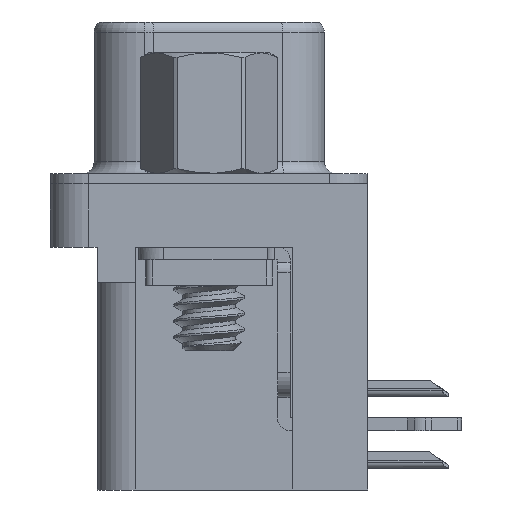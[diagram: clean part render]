
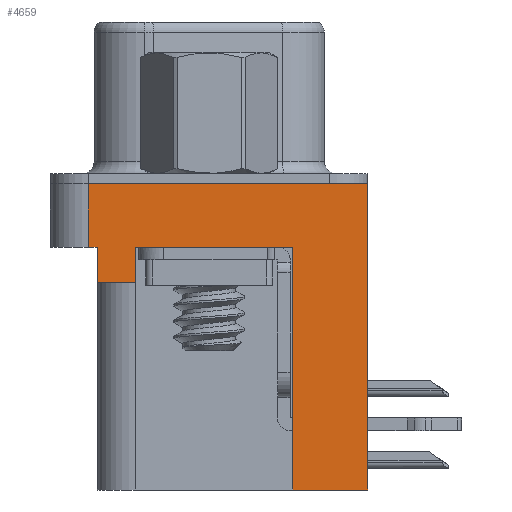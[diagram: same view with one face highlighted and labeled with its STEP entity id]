
A CAD part, left-side view. The second image highlights one B-rep face of the part: STEP entity #4659.
In plain terms, the highlighted planar face has unit normal (-1, 0, 0).
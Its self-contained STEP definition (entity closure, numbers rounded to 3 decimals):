
#521 = EDGE_CURVE ( 'NONE', #8559, #22753, #14239, .T. ) ;
#599 = DIRECTION ( 'NONE',  ( 0., 1., 0. ) ) ;
#648 = VECTOR ( 'NONE', #8426, 1000. ) ;
#1592 = CARTESIAN_POINT ( 'NONE',  ( -3., 2.895, -3.9 ) ) ;
#1879 = CARTESIAN_POINT ( 'NONE',  ( -3., 4.775, -2.5 ) ) ;
#1915 = CARTESIAN_POINT ( 'NONE',  ( -3., -6.275, -2.5 ) ) ;
#2332 = EDGE_LOOP ( 'NONE', ( #28420, #15056, #20650, #28796, #2763, #20972, #25374, #4591, #19917, #24644 ) ) ;
#2763 = ORIENTED_EDGE ( 'NONE', *, *, #22090, .F. ) ;
#3046 = CARTESIAN_POINT ( 'NONE',  ( -3., -3.295, -12.1 ) ) ;
#3850 = VECTOR ( 'NONE', #27635, 1000. ) ;
#3904 = LINE ( 'NONE', #19490, #17892 ) ;
#4018 = DIRECTION ( 'NONE',  ( 0., -1., 0. ) ) ;
#4478 = EDGE_CURVE ( 'NONE', #17527, #16255, #3904, .T. ) ;
#4480 = LINE ( 'NONE', #15706, #10318 ) ;
#4591 = ORIENTED_EDGE ( 'NONE', *, *, #4478, .F. ) ;
#4659 = ADVANCED_FACE ( 'NONE', ( #13944 ), #9415, .T. ) ;
#5233 = CARTESIAN_POINT ( 'NONE',  ( -3., 2.895, -3.9 ) ) ;
#7204 = AXIS2_PLACEMENT_3D ( 'NONE', #9280, #24588, #25016 ) ;
#8426 = DIRECTION ( 'NONE',  ( 0., 0., 1. ) ) ;
#8559 = VERTEX_POINT ( 'NONE', #20532 ) ;
#9137 = CARTESIAN_POINT ( 'NONE',  ( -3., 4.425, -3.9 ) ) ;
#9280 = CARTESIAN_POINT ( 'NONE',  ( -3., -6.275, -2.5 ) ) ;
#9415 = PLANE ( 'NONE',  #7204 ) ;
#9590 = DIRECTION ( 'NONE',  ( 0., -1., 0. ) ) ;
#10156 = VERTEX_POINT ( 'NONE', #13090 ) ;
#10318 = VECTOR ( 'NONE', #15420, 1000. ) ;
#10794 = DIRECTION ( 'NONE',  ( 0., -1., 0. ) ) ;
#11167 = CARTESIAN_POINT ( 'NONE',  ( -3., -6.275, 0. ) ) ;
#11917 = CARTESIAN_POINT ( 'NONE',  ( -3., -6.275, -2.5 ) ) ;
#12379 = LINE ( 'NONE', #1592, #648 ) ;
#13090 = CARTESIAN_POINT ( 'NONE',  ( -3., 4.425, -2.5 ) ) ;
#13944 = FACE_OUTER_BOUND ( 'NONE', #2332, .T. ) ;
#14072 = EDGE_CURVE ( 'NONE', #14376, #22753, #27787, .T. ) ;
#14115 = CARTESIAN_POINT ( 'NONE',  ( -3., -6.275, 0. ) ) ;
#14239 = LINE ( 'NONE', #11917, #3850 ) ;
#14376 = VERTEX_POINT ( 'NONE', #21897 ) ;
#14556 = VECTOR ( 'NONE', #23014, 1000. ) ;
#14951 = LINE ( 'NONE', #23822, #20348 ) ;
#15056 = ORIENTED_EDGE ( 'NONE', *, *, #19893, .F. ) ;
#15136 = EDGE_CURVE ( 'NONE', #27595, #27701, #12379, .T. ) ;
#15420 = DIRECTION ( 'NONE',  ( 0., 0., 1. ) ) ;
#15706 = CARTESIAN_POINT ( 'NONE',  ( -3., 4.425, -3.9 ) ) ;
#16205 = LINE ( 'NONE', #22890, #16454 ) ;
#16255 = VERTEX_POINT ( 'NONE', #20946 ) ;
#16410 = VECTOR ( 'NONE', #10794, 1000. ) ;
#16454 = VECTOR ( 'NONE', #599, 1000. ) ;
#17527 = VERTEX_POINT ( 'NONE', #3046 ) ;
#17892 = VECTOR ( 'NONE', #22101, 1000. ) ;
#18917 = CARTESIAN_POINT ( 'NONE',  ( -3., -3.295, -12.1 ) ) ;
#19187 = VECTOR ( 'NONE', #9590, 1000. ) ;
#19490 = CARTESIAN_POINT ( 'NONE',  ( -3., -3.295, -12.1 ) ) ;
#19816 = LINE ( 'NONE', #1915, #16410 ) ;
#19893 = EDGE_CURVE ( 'NONE', #22148, #14376, #24292, .T. ) ;
#19917 = ORIENTED_EDGE ( 'NONE', *, *, #24875, .F. ) ;
#19955 = VERTEX_POINT ( 'NONE', #9137 ) ;
#20267 = EDGE_CURVE ( 'NONE', #22148, #10156, #14951, .T. ) ;
#20348 = VECTOR ( 'NONE', #4018, 1000. ) ;
#20532 = CARTESIAN_POINT ( 'NONE',  ( -3., -6.275, -12.1 ) ) ;
#20650 = ORIENTED_EDGE ( 'NONE', *, *, #20267, .T. ) ;
#20865 = EDGE_CURVE ( 'NONE', #27701, #16255, #19816, .T. ) ;
#20946 = CARTESIAN_POINT ( 'NONE',  ( -3., -3.295, -2.5 ) ) ;
#20972 = ORIENTED_EDGE ( 'NONE', *, *, #15136, .T. ) ;
#21258 = CARTESIAN_POINT ( 'NONE',  ( -3., 4.775, -2.5 ) ) ;
#21897 = CARTESIAN_POINT ( 'NONE',  ( -3., 4.775, 0. ) ) ;
#22090 = EDGE_CURVE ( 'NONE', #27595, #19955, #16205, .T. ) ;
#22101 = DIRECTION ( 'NONE',  ( 0., 0., 1. ) ) ;
#22148 = VERTEX_POINT ( 'NONE', #21258 ) ;
#22753 = VERTEX_POINT ( 'NONE', #11167 ) ;
#22890 = CARTESIAN_POINT ( 'NONE',  ( -3., 4.425, -3.9 ) ) ;
#23014 = DIRECTION ( 'NONE',  ( 0., 1., 0. ) ) ;
#23151 = LINE ( 'NONE', #18917, #14556 ) ;
#23822 = CARTESIAN_POINT ( 'NONE',  ( -3., -6.275, -2.5 ) ) ;
#23976 = EDGE_CURVE ( 'NONE', #19955, #10156, #4480, .T. ) ;
#24292 = LINE ( 'NONE', #1879, #26880 ) ;
#24305 = CARTESIAN_POINT ( 'NONE',  ( -3., 2.895, -2.5 ) ) ;
#24588 = DIRECTION ( 'NONE',  ( -1., 0., 0. ) ) ;
#24644 = ORIENTED_EDGE ( 'NONE', *, *, #521, .T. ) ;
#24875 = EDGE_CURVE ( 'NONE', #8559, #17527, #23151, .T. ) ;
#25016 = DIRECTION ( 'NONE',  ( 0., 0., 1. ) ) ;
#25374 = ORIENTED_EDGE ( 'NONE', *, *, #20865, .T. ) ;
#26880 = VECTOR ( 'NONE', #28661, 1000. ) ;
#27595 = VERTEX_POINT ( 'NONE', #5233 ) ;
#27635 = DIRECTION ( 'NONE',  ( 0., 0., 1. ) ) ;
#27701 = VERTEX_POINT ( 'NONE', #24305 ) ;
#27787 = LINE ( 'NONE', #14115, #19187 ) ;
#28420 = ORIENTED_EDGE ( 'NONE', *, *, #14072, .F. ) ;
#28661 = DIRECTION ( 'NONE',  ( 0., 0., 1. ) ) ;
#28796 = ORIENTED_EDGE ( 'NONE', *, *, #23976, .F. ) ;
